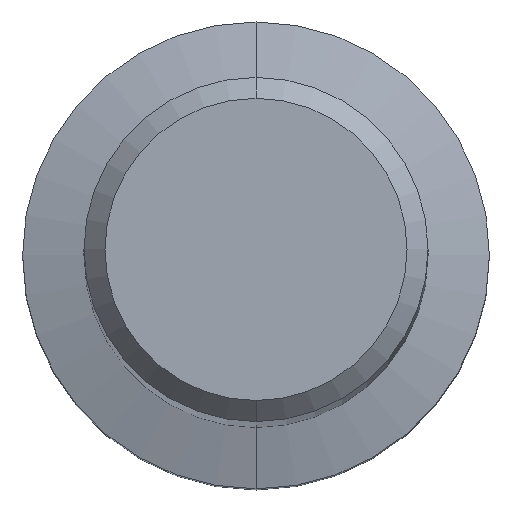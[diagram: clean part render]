
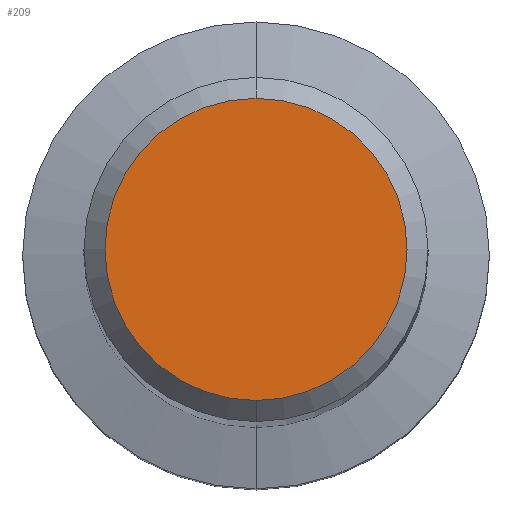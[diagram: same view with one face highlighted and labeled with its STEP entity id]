
A CAD part, top view. The second image highlights one B-rep face of the part: STEP entity #209.
In plain terms, the highlighted planar face has unit normal (0, 0, 1).
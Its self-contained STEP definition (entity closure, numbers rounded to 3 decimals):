
#141=EDGE_CURVE('',#235,#225,#345,.T.);
#207=EDGE_CURVE('',#225,#235,#418,.T.);
#209=ADVANCED_FACE('',(#420),#421,.T.);
#225=VERTEX_POINT('',#439);
#235=VERTEX_POINT('',#449);
#345=CIRCLE('',#563,3.6);
#418=CIRCLE('',#654,3.6);
#420=FACE_OUTER_BOUND('',#656,.T.);
#421=PLANE('',#657);
#439=CARTESIAN_POINT('',(0.,-3.6,0.0));
#449=CARTESIAN_POINT('',(0.0,3.6,0.0));
#563=AXIS2_PLACEMENT_3D('',#836,#837,#838);
#654=AXIS2_PLACEMENT_3D('',#935,#936,#937);
#656=EDGE_LOOP('',(#939,#940));
#657=AXIS2_PLACEMENT_3D('',#941,#942,#943);
#836=CARTESIAN_POINT('',(0.0,0.0,0.0));
#837=DIRECTION('',(0.0,0.0,-1.0));
#838=DIRECTION('',(0.0,1.0,0.0));
#935=CARTESIAN_POINT('',(0.0,0.0,0.0));
#936=DIRECTION('',(0.0,0.0,-1.0));
#937=DIRECTION('',(0.0,1.0,0.0));
#939=ORIENTED_EDGE('',*,*,#141,.F.);
#940=ORIENTED_EDGE('',*,*,#207,.F.);
#941=CARTESIAN_POINT('',(0.0,1.8,0.0));
#942=DIRECTION('',(-0.0,0.0,1.0));
#943=DIRECTION('',(0.0,-1.0,0.0));
